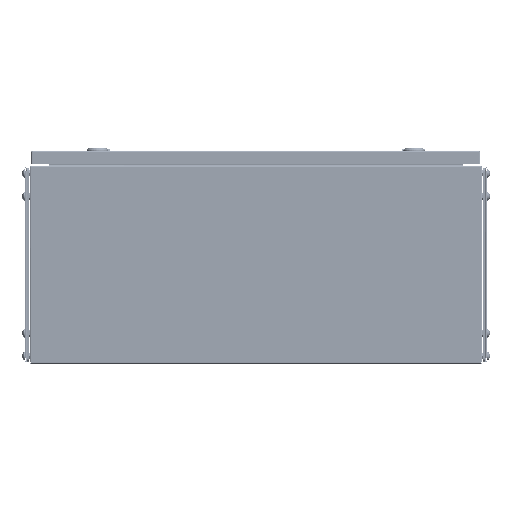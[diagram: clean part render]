
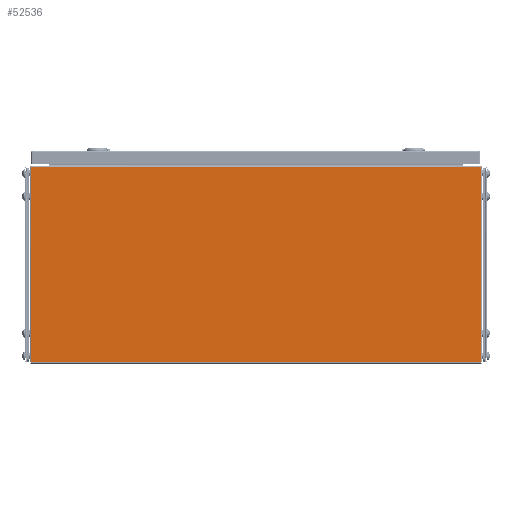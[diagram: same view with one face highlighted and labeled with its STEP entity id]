
A CAD part, left-side view. The second image highlights one B-rep face of the part: STEP entity #52536.
In plain terms, the highlighted planar face has unit normal (-1, 0, 0).
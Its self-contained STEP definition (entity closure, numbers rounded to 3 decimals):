
#1494 = EDGE_LOOP ( 'NONE', ( #21578, #56728, #13854, #79579 ) ) ;
#6170 = VERTEX_POINT ( 'NONE', #13087 ) ;
#8507 = VERTEX_POINT ( 'NONE', #54857 ) ;
#9220 = DIRECTION ( 'NONE',  ( 0., 0., 1. ) ) ;
#9317 = LINE ( 'NONE', #14737, #53457 ) ;
#9744 = DIRECTION ( 'NONE',  ( 0., 1., 0. ) ) ;
#13087 = CARTESIAN_POINT ( 'NONE',  ( -200., 295.5, 257.5 ) ) ;
#13126 = AXIS2_PLACEMENT_3D ( 'NONE', #52169, #28119, #16035 ) ;
#13195 = CARTESIAN_POINT ( 'NONE',  ( -200., 295.5, 0. ) ) ;
#13854 = ORIENTED_EDGE ( 'NONE', *, *, #66377, .F. ) ;
#14737 = CARTESIAN_POINT ( 'NONE',  ( -200., 295.5, 1. ) ) ;
#16035 = DIRECTION ( 'NONE',  ( 0., 0., -1. ) ) ;
#18332 = VECTOR ( 'NONE', #9220, 1000. ) ;
#21578 = ORIENTED_EDGE ( 'NONE', *, *, #33451, .T. ) ;
#24329 = VERTEX_POINT ( 'NONE', #27234 ) ;
#25254 = DIRECTION ( 'NONE',  ( 0., 0., -1. ) ) ;
#26278 = VECTOR ( 'NONE', #25254, 1000. ) ;
#27234 = CARTESIAN_POINT ( 'NONE',  ( -200., -295.5, 1. ) ) ;
#28119 = DIRECTION ( 'NONE',  ( 1., 0., 0. ) ) ;
#33451 = EDGE_CURVE ( 'NONE', #8507, #6170, #68761, .T. ) ;
#34595 = CARTESIAN_POINT ( 'NONE',  ( -200., -295.5, 0. ) ) ;
#37430 = VECTOR ( 'NONE', #43879, 1000. ) ;
#39957 = VERTEX_POINT ( 'NONE', #42273 ) ;
#42273 = CARTESIAN_POINT ( 'NONE',  ( -200., 295.5, 1. ) ) ;
#43879 = DIRECTION ( 'NONE',  ( 0., 1., 0. ) ) ;
#52169 = CARTESIAN_POINT ( 'NONE',  ( -200., 0., 0. ) ) ;
#52536 = ADVANCED_FACE ( 'NONE', ( #52988 ), #72495, .F. ) ;
#52988 = FACE_OUTER_BOUND ( 'NONE', #1494, .T. ) ;
#53457 = VECTOR ( 'NONE', #9744, 1000. ) ;
#54857 = CARTESIAN_POINT ( 'NONE',  ( -200., -295.5, 257.5 ) ) ;
#55426 = EDGE_CURVE ( 'NONE', #6170, #39957, #75875, .T. ) ;
#55944 = EDGE_CURVE ( 'NONE', #24329, #8507, #67723, .T. ) ;
#56728 = ORIENTED_EDGE ( 'NONE', *, *, #55426, .T. ) ;
#66377 = EDGE_CURVE ( 'NONE', #24329, #39957, #9317, .T. ) ;
#67723 = LINE ( 'NONE', #34595, #18332 ) ;
#68761 = LINE ( 'NONE', #75007, #37430 ) ;
#72495 = PLANE ( 'NONE',  #13126 ) ;
#75007 = CARTESIAN_POINT ( 'NONE',  ( -200., -295.5, 257.5 ) ) ;
#75875 = LINE ( 'NONE', #13195, #26278 ) ;
#79579 = ORIENTED_EDGE ( 'NONE', *, *, #55944, .T. ) ;
